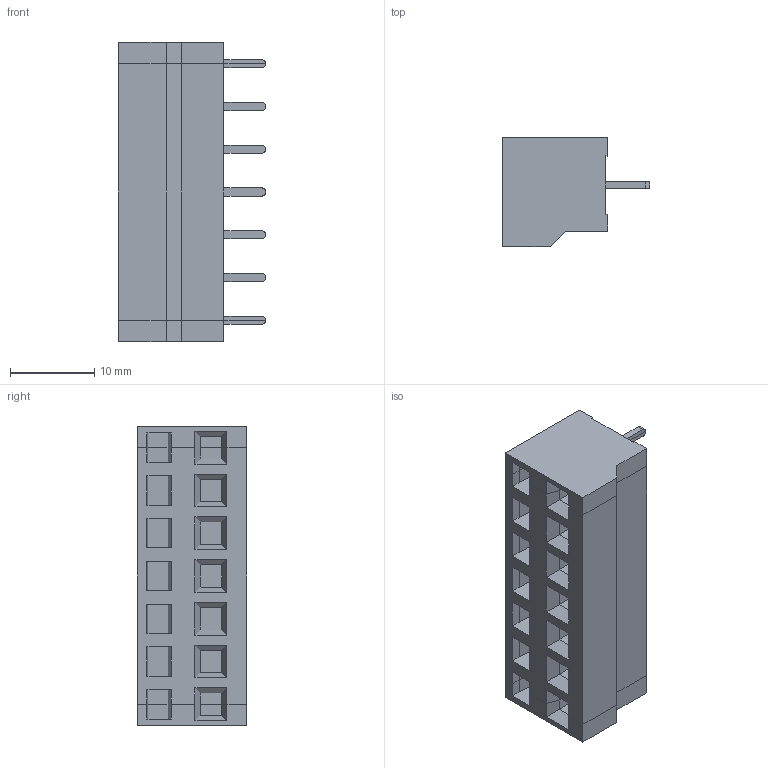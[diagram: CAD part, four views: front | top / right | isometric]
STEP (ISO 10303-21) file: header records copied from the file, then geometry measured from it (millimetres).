
FILE_DESCRIPTION( ( 'Unknown' ), '1' );
FILE_NAME( '691416500007.stp', 'Unknown', ( 'Unknown' ), ( 'Unknown' ), 'PSStep 18.0.17', 'Unknown', ' ' );
FILE_SCHEMA( ( 'AUTOMOTIVE_DESIGN { 1 0 10303 214 1 1 1 1 }' ) );
Length unit declared in the file: millimetre
Products named in the file (4): Assem1; MRT23P5.08_DX; MRT23P5.08_SX; 691416500007
Assembly tree (3 placements, depth 2):
  Assem1
    MRT23P5.08_DX
    MRT23P5.08_SX
    691416500007
Bounding box: 17.5 x 13 x 35.56 mm (x, y, z)
Volume: 4540.8 mm3; surface area: 3817.6 mm2
Topology: 3 solids, 3 shells, 291 faces, 752 edges, 492 vertices
Faces by surface type: plane 282, cylinder 9
Entity records: 11058 total; most frequent: CARTESIAN_POINT 1539, ORIENTED_EDGE 1504, DIRECTION 1360, EDGE_CURVE 752, LINE 734, VECTOR 734, VERTEX_POINT 492, EDGE_LOOP 316
